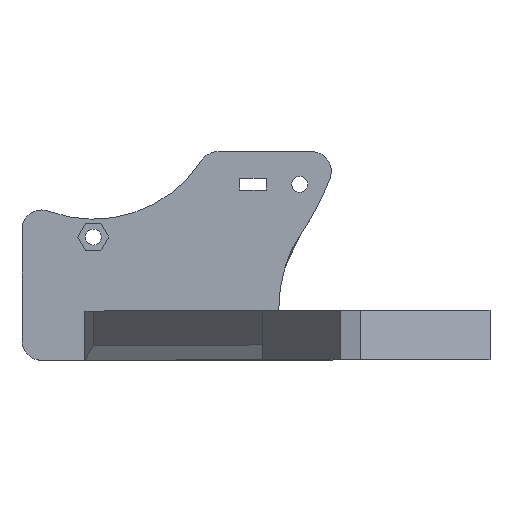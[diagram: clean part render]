
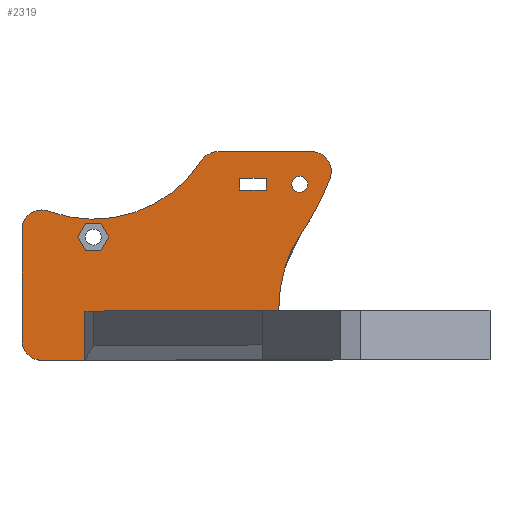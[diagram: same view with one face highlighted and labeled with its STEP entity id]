
A CAD part, top view. The second image highlights one B-rep face of the part: STEP entity #2319.
In plain terms, the highlighted planar face has unit normal (0, 0, 1).
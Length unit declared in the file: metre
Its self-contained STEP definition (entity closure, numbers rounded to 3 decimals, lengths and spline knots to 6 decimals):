
#20=B_SPLINE_CURVE_WITH_KNOTS('',2,(#3715,#3716,#3717),.UNSPECIFIED.,.F.,
 .F.,(3,3),(0.,1.),.PIECEWISE_BEZIER_KNOTS.);
#82=CIRCLE('',#2462,0.051401);
#84=CIRCLE('',#2465,0.026303);
#89=CIRCLE('',#2491,0.001625);
#90=CIRCLE('',#2492,0.004);
#91=CIRCLE('',#2493,0.004);
#92=CIRCLE('',#2494,0.004);
#93=CIRCLE('',#2495,0.004);
#386=ORIENTED_EDGE('',*,*,#1006,.F.);
#387=ORIENTED_EDGE('',*,*,#1007,.F.);
#388=ORIENTED_EDGE('',*,*,#1008,.F.);
#389=ORIENTED_EDGE('',*,*,#1009,.F.);
#390=ORIENTED_EDGE('',*,*,#1010,.F.);
#391=ORIENTED_EDGE('',*,*,#1011,.F.);
#392=ORIENTED_EDGE('',*,*,#1012,.T.);
#393=ORIENTED_EDGE('',*,*,#967,.F.);
#394=ORIENTED_EDGE('',*,*,#1013,.T.);
#395=ORIENTED_EDGE('',*,*,#974,.T.);
#396=ORIENTED_EDGE('',*,*,#1014,.F.);
#397=ORIENTED_EDGE('',*,*,#962,.F.);
#398=ORIENTED_EDGE('',*,*,#1015,.T.);
#399=ORIENTED_EDGE('',*,*,#1016,.F.);
#400=ORIENTED_EDGE('',*,*,#1017,.T.);
#401=ORIENTED_EDGE('',*,*,#863,.F.);
#402=ORIENTED_EDGE('',*,*,#1000,.F.);
#403=ORIENTED_EDGE('',*,*,#836,.F.);
#404=ORIENTED_EDGE('',*,*,#1018,.F.);
#405=ORIENTED_EDGE('',*,*,#958,.F.);
#406=ORIENTED_EDGE('',*,*,#1019,.T.);
#407=ORIENTED_EDGE('',*,*,#954,.F.);
#408=ORIENTED_EDGE('',*,*,#1020,.T.);
#836=EDGE_CURVE('',#1169,#1170,#1401,.T.);
#863=EDGE_CURVE('',#1196,#1197,#1421,.T.);
#954=EDGE_CURVE('',#1282,#1283,#1489,.T.);
#958=EDGE_CURVE('',#1286,#1287,#82,.T.);
#962=EDGE_CURVE('',#1290,#1291,#84,.T.);
#967=EDGE_CURVE('',#1295,#1293,#1498,.T.);
#974=EDGE_CURVE('',#1302,#1301,#1504,.T.);
#1000=EDGE_CURVE('',#1170,#1196,#1525,.T.);
#1006=EDGE_CURVE('',#1313,#1314,#1530,.T.);
#1007=EDGE_CURVE('',#1315,#1313,#1531,.T.);
#1008=EDGE_CURVE('',#1316,#1315,#1532,.T.);
#1009=EDGE_CURVE('',#1317,#1316,#1533,.T.);
#1010=EDGE_CURVE('',#1318,#1317,#1534,.T.);
#1011=EDGE_CURVE('',#1314,#1318,#1535,.T.);
#1012=EDGE_CURVE('',#1319,#1319,#89,.T.);
#1013=EDGE_CURVE('',#1295,#1302,#1536,.T.);
#1014=EDGE_CURVE('',#1293,#1301,#1537,.T.);
#1015=EDGE_CURVE('',#1290,#1320,#90,.T.);
#1016=EDGE_CURVE('',#1321,#1320,#1538,.T.);
#1017=EDGE_CURVE('',#1321,#1197,#91,.T.);
#1018=EDGE_CURVE('',#1287,#1169,#20,.T.);
#1019=EDGE_CURVE('',#1286,#1283,#92,.T.);
#1020=EDGE_CURVE('',#1282,#1291,#93,.T.);
#1169=VERTEX_POINT('',#3330);
#1170=VERTEX_POINT('',#3332);
#1196=VERTEX_POINT('',#3385);
#1197=VERTEX_POINT('',#3387);
#1282=VERTEX_POINT('',#3582);
#1283=VERTEX_POINT('',#3584);
#1286=VERTEX_POINT('',#3591);
#1287=VERTEX_POINT('',#3593);
#1290=VERTEX_POINT('',#3600);
#1291=VERTEX_POINT('',#3602);
#1293=VERTEX_POINT('',#3607);
#1295=VERTEX_POINT('',#3611);
#1301=VERTEX_POINT('',#3629);
#1302=VERTEX_POINT('',#3631);
#1313=VERTEX_POINT('',#3695);
#1314=VERTEX_POINT('',#3696);
#1315=VERTEX_POINT('',#3698);
#1316=VERTEX_POINT('',#3700);
#1317=VERTEX_POINT('',#3702);
#1318=VERTEX_POINT('',#3704);
#1319=VERTEX_POINT('',#3707);
#1320=VERTEX_POINT('',#3711);
#1321=VERTEX_POINT('',#3713);
#1401=LINE('',#3331,#1672);
#1421=LINE('',#3386,#1692);
#1489=LINE('',#3583,#1760);
#1498=LINE('',#3612,#1769);
#1504=LINE('',#3630,#1775);
#1525=LINE('',#3681,#1796);
#1530=LINE('',#3694,#1801);
#1531=LINE('',#3697,#1802);
#1532=LINE('',#3699,#1803);
#1533=LINE('',#3701,#1804);
#1534=LINE('',#3703,#1805);
#1535=LINE('',#3705,#1806);
#1536=LINE('',#3708,#1807);
#1537=LINE('',#3709,#1808);
#1538=LINE('',#3712,#1809);
#1672=VECTOR('',#2658,1.);
#1692=VECTOR('',#2694,1.);
#1760=VECTOR('',#2820,1.);
#1769=VECTOR('',#2843,1.);
#1775=VECTOR('',#2853,1.);
#1796=VECTOR('',#2904,1.);
#1801=VECTOR('',#2923,1.);
#1802=VECTOR('',#2924,1.);
#1803=VECTOR('',#2925,1.);
#1804=VECTOR('',#2926,1.);
#1805=VECTOR('',#2927,1.);
#1806=VECTOR('',#2928,1.);
#1807=VECTOR('',#2931,1.);
#1808=VECTOR('',#2932,1.);
#1809=VECTOR('',#2935,1.);
#1940=EDGE_LOOP('',(#386,#387,#388,#389,#390,#391));
#1941=EDGE_LOOP('',(#392));
#1942=EDGE_LOOP('',(#393,#394,#395,#396));
#1943=EDGE_LOOP('',(#397,#398,#399,#400,#401,#402,#403,#404,#405,#406,#407,
#408));
#2093=FACE_BOUND('',#1940,.T.);
#2094=FACE_BOUND('',#1941,.T.);
#2095=FACE_BOUND('',#1942,.T.);
#2096=FACE_BOUND('',#1943,.T.);
#2223=PLANE('',#2490);
#2319=ADVANCED_FACE('',(#2093,#2094,#2095,#2096),#2223,.T.);
#2462=AXIS2_PLACEMENT_3D('',#3592,#2827,#2828);
#2465=AXIS2_PLACEMENT_3D('',#3601,#2835,#2836);
#2490=AXIS2_PLACEMENT_3D('',#3693,#2921,#2922);
#2491=AXIS2_PLACEMENT_3D('',#3706,#2929,#2930);
#2492=AXIS2_PLACEMENT_3D('',#3710,#2933,#2934);
#2493=AXIS2_PLACEMENT_3D('',#3714,#2936,#2937);
#2494=AXIS2_PLACEMENT_3D('',#3718,#2938,#2939);
#2495=AXIS2_PLACEMENT_3D('',#3719,#2940,#2941);
#2658=DIRECTION('',(-1.,0.,0.));
#2694=DIRECTION('',(-1.,0.,0.));
#2820=DIRECTION('',(1.,0.,0.));
#2827=DIRECTION('',(0.,0.,-1.));
#2828=DIRECTION('',(1.,0.,0.));
#2835=DIRECTION('',(0.,0.,1.));
#2836=DIRECTION('',(1.,0.,0.));
#2843=DIRECTION('',(-1.,0.,0.));
#2853=DIRECTION('',(-1.,0.,0.));
#2904=DIRECTION('',(0.,-1.,0.));
#2921=DIRECTION('',(0.,0.,1.));
#2922=DIRECTION('',(1.,0.,0.));
#2923=DIRECTION('',(0.5,0.866,0.));
#2924=DIRECTION('',(1.,0.,0.));
#2925=DIRECTION('',(0.5,-0.866,0.));
#2926=DIRECTION('',(-0.5,-0.866,0.));
#2927=DIRECTION('',(-1.,0.,0.));
#2928=DIRECTION('',(-0.5,0.866,0.));
#2929=DIRECTION('',(0.,0.,-1.));
#2930=DIRECTION('',(1.,0.,0.));
#2931=DIRECTION('',(0.,-1.,0.));
#2932=DIRECTION('',(0.,-1.,0.));
#2933=DIRECTION('',(0.,0.,1.));
#2934=DIRECTION('',(1.,0.,0.));
#2935=DIRECTION('',(0.,1.,0.));
#2936=DIRECTION('',(0.,0.,1.));
#2937=DIRECTION('',(1.,0.,0.));
#2938=DIRECTION('',(0.,0.,1.));
#2939=DIRECTION('',(1.,0.,0.));
#2940=DIRECTION('',(0.,0.,1.));
#2941=DIRECTION('',(1.,0.,0.));
#3330=CARTESIAN_POINT('',(0.037748,-0.045,0.021161));
#3331=CARTESIAN_POINT('',(0.039106,-0.045,0.021161));
#3332=CARTESIAN_POINT('',(-0.001693,-0.045,0.021161));
#3385=CARTESIAN_POINT('',(-0.001693,-0.055,0.021161));
#3386=CARTESIAN_POINT('',(0.011624,-0.055,0.021161));
#3387=CARTESIAN_POINT('',(-0.0105,-0.055,0.021161));
#3582=CARTESIAN_POINT('',(0.025379,-0.012558,0.021161));
#3583=CARTESIAN_POINT('',(0.036477,-0.012558,0.021161));
#3584=CARTESIAN_POINT('',(0.044415,-0.012558,0.021161));
#3591=CARTESIAN_POINT('',(0.048163,-0.017956,0.021161));
#3592=CARTESIAN_POINT('',(0.,0.,0.021161));
#3593=CARTESIAN_POINT('',(0.042313,-0.029183,0.021161));
#3600=CARTESIAN_POINT('',(-0.009114,-0.024673,0.021161));
#3601=CARTESIAN_POINT('',(0.,0.,0.021161));
#3602=CARTESIAN_POINT('',(0.022029,-0.014373,0.021161));
#3607=CARTESIAN_POINT('',(0.029796,-0.017983,0.021161));
#3611=CARTESIAN_POINT('',(0.035196,-0.017983,0.021161));
#3612=CARTESIAN_POINT('',(0.032496,-0.017983,0.021161));
#3629=CARTESIAN_POINT('',(0.029796,-0.020383,0.021161));
#3630=CARTESIAN_POINT('',(0.032496,-0.020383,0.021161));
#3631=CARTESIAN_POINT('',(0.035196,-0.020383,0.021161));
#3681=CARTESIAN_POINT('',(-0.001693,-0.055,0.021161));
#3693=CARTESIAN_POINT('',(-0.005343,0.017241,0.021161));
#3694=CARTESIAN_POINT('',(0.002338,-0.031278,0.021161));
#3695=CARTESIAN_POINT('',(0.001559,-0.032628,0.021161));
#3696=CARTESIAN_POINT('',(0.003118,-0.029928,0.021161));
#3697=CARTESIAN_POINT('',(0.,-0.032628,0.021161));
#3698=CARTESIAN_POINT('',(-0.001559,-0.032628,0.021161));
#3699=CARTESIAN_POINT('',(-0.002338,-0.031278,0.021161));
#3700=CARTESIAN_POINT('',(-0.003118,-0.029928,0.021161));
#3701=CARTESIAN_POINT('',(-0.002338,-0.028578,0.021161));
#3702=CARTESIAN_POINT('',(-0.001559,-0.027228,0.021161));
#3703=CARTESIAN_POINT('',(0.,-0.027228,0.021161));
#3704=CARTESIAN_POINT('',(0.001559,-0.027228,0.021161));
#3705=CARTESIAN_POINT('',(0.002338,-0.028578,0.021161));
#3706=CARTESIAN_POINT('',(0.041988,-0.019183,0.021161));
#3707=CARTESIAN_POINT('',(0.043613,-0.019183,0.021161));
#3708=CARTESIAN_POINT('',(0.035196,-0.019183,0.021161));
#3709=CARTESIAN_POINT('',(0.029796,-0.019183,0.021161));
#3710=CARTESIAN_POINT('',(-0.0105,-0.028426,0.021161));
#3711=CARTESIAN_POINT('',(-0.0145,-0.028426,0.021161));
#3712=CARTESIAN_POINT('',(-0.0145,-0.046835,0.021161));
#3713=CARTESIAN_POINT('',(-0.0145,-0.051,0.021161));
#3714=CARTESIAN_POINT('',(-0.0105,-0.051,0.021161));
#3715=CARTESIAN_POINT('',(0.042313,-0.029183,0.021161));
#3716=CARTESIAN_POINT('',(0.037748,-0.035803,0.021161));
#3717=CARTESIAN_POINT('',(0.037748,-0.045,0.021161));
#3718=CARTESIAN_POINT('',(0.044415,-0.016558,0.021161));
#3719=CARTESIAN_POINT('',(0.025379,-0.016558,0.021161));
